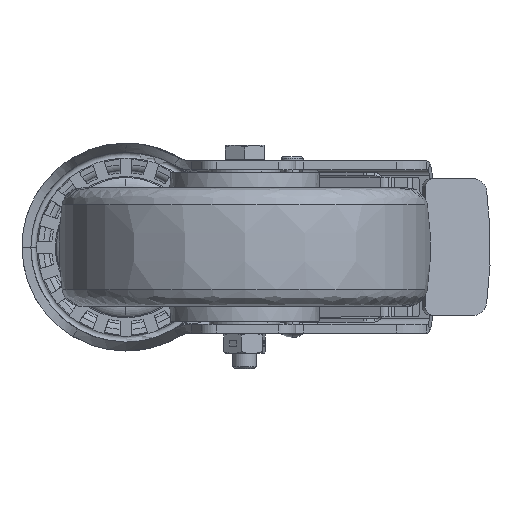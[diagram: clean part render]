
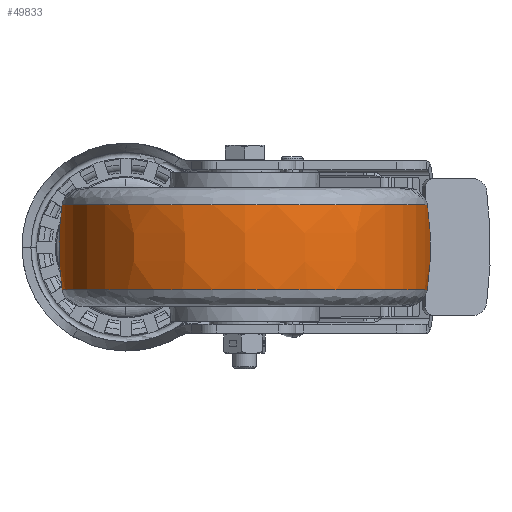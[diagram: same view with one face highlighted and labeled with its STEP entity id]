
A CAD part, front view. The second image highlights one B-rep face of the part: STEP entity #49833.
In plain terms, the highlighted free-form (B-spline) face has degree [3, 3] with [4, 4] control points.
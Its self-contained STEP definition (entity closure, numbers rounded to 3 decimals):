
#126 = AXIS2_PLACEMENT_3D ( 'NONE', #14548, #14303, #45950 ) ;
#1550 = CARTESIAN_POINT ( 'NONE',  ( -22.847, -216.694, -4.812 ) ) ;
#2070 = CARTESIAN_POINT ( 'NONE',  ( -22.847, -91., 4.812 ) ) ;
#2311 = CARTESIAN_POINT ( 'NONE',  ( 101.467, -213.934, -14.337 ) ) ;
#6351 = AXIS2_PLACEMENT_3D ( 'NONE', #46467, #14305, #26789 ) ;
#6458 = CARTESIAN_POINT ( 'NONE',  ( -21.467, -213.934, -14.337 ) ) ;
#6907 = CIRCLE ( 'NONE', #43366, 61.467 ) ;
#7567 = ORIENTED_EDGE ( 'NONE', *, *, #24926, .F. ) ;
#7633 = CARTESIAN_POINT ( 'NONE',  ( -21.467, -91., -14.337 ) ) ;
#9217 = CIRCLE ( 'NONE', #46426, 61.467 ) ;
#9820 = CARTESIAN_POINT ( 'NONE',  ( 101.467, -213.934, 14.337 ) ) ;
#10077 = CARTESIAN_POINT ( 'NONE',  ( -21.467, -91., 14.337 ) ) ;
#10331 = CARTESIAN_POINT ( 'NONE',  ( 102.847, -216.694, 4.812 ) ) ;
#10763 = DIRECTION ( 'NONE',  ( 0., 0., 1. ) ) ;
#13937 = CARTESIAN_POINT ( 'NONE',  ( 101.467, -91., -14.337 ) ) ;
#14303 = DIRECTION ( 'NONE',  ( 0., 1., 0. ) ) ;
#14305 = DIRECTION ( 'NONE',  ( 0., -1., 0. ) ) ;
#14548 = CARTESIAN_POINT ( 'NONE',  ( 2.5, -91., 0. ) ) ;
#15265 = EDGE_CURVE ( 'NONE', #22152, #39332, #36974, .T. ) ;
#17857 = EDGE_LOOP ( 'NONE', ( #7567, #38437, #27751, #38126 ) ) ;
#18102 = DIRECTION ( 'NONE',  ( 0., 0., -1. ) ) ;
#18597 = DIRECTION ( 'NONE',  ( -1., 0., 0. ) ) ;
#21555 = CARTESIAN_POINT ( 'NONE',  ( -21.467, -91., -14.337 ) ) ;
#22152 = VERTEX_POINT ( 'NONE', #45694 ) ;
#22215 = CARTESIAN_POINT ( 'NONE',  ( 40., -91., -14.337 ) ) ;
#24926 = EDGE_CURVE ( 'NONE', #44323, #27292, #39871, .T. ) ;
#25828 =( BOUNDED_SURFACE ( )  B_SPLINE_SURFACE ( 3, 3, ( 
 ( #10077, #30342, #9820, #45599 ),
 ( #2070, #30093, #10331, #41752 ),
 ( #25922, #1550, #49765, #37799 ),
 ( #21555, #6458, #2311, #13937 ) ),
 .UNSPECIFIED., .F., .F., .F. ) 
 B_SPLINE_SURFACE_WITH_KNOTS ( ( 4, 4 ),
 ( 4, 4 ),
 ( 0., 1. ),
 ( 0., 1. ),
 .UNSPECIFIED. ) 
 GEOMETRIC_REPRESENTATION_ITEM ( )  RATIONAL_B_SPLINE_SURFACE ( (
 ( 1., 0.333, 0.333, 1.),
 ( 0.993, 0.331, 0.331, 0.993),
 ( 0.993, 0.331, 0.331, 0.993),
 ( 1., 0.333, 0.333, 1.) ) ) 
 REPRESENTATION_ITEM ( '' )  SURFACE ( )  );
#25922 = CARTESIAN_POINT ( 'NONE',  ( -22.847, -91., -4.812 ) ) ;
#26789 = DIRECTION ( 'NONE',  ( -1., 0., 0. ) ) ;
#27292 = VERTEX_POINT ( 'NONE', #50162 ) ;
#27751 = ORIENTED_EDGE ( 'NONE', *, *, #15265, .T. ) ;
#29761 = CARTESIAN_POINT ( 'NONE',  ( 40., -91., 14.337 ) ) ;
#30093 = CARTESIAN_POINT ( 'NONE',  ( -22.847, -216.694, 4.812 ) ) ;
#30342 = CARTESIAN_POINT ( 'NONE',  ( -21.467, -213.934, 14.337 ) ) ;
#30535 = DIRECTION ( 'NONE',  ( -1., 0., 0. ) ) ;
#32947 = FACE_OUTER_BOUND ( 'NONE', #17857, .T. ) ;
#33459 = EDGE_CURVE ( 'NONE', #39332, #27292, #6907, .T. ) ;
#36974 = CIRCLE ( 'NONE', #6351, 100. ) ;
#37799 = CARTESIAN_POINT ( 'NONE',  ( 102.847, -91., -4.812 ) ) ;
#38126 = ORIENTED_EDGE ( 'NONE', *, *, #33459, .T. ) ;
#38437 = ORIENTED_EDGE ( 'NONE', *, *, #41259, .T. ) ;
#39332 = VERTEX_POINT ( 'NONE', #7633 ) ;
#39871 = CIRCLE ( 'NONE', #126, 100. ) ;
#41259 = EDGE_CURVE ( 'NONE', #44323, #22152, #9217, .T. ) ;
#41752 = CARTESIAN_POINT ( 'NONE',  ( 102.847, -91., 4.812 ) ) ;
#43366 = AXIS2_PLACEMENT_3D ( 'NONE', #22215, #10763, #18597 ) ;
#44323 = VERTEX_POINT ( 'NONE', #50326 ) ;
#45599 = CARTESIAN_POINT ( 'NONE',  ( 101.467, -91., 14.337 ) ) ;
#45694 = CARTESIAN_POINT ( 'NONE',  ( -21.467, -91., 14.337 ) ) ;
#45950 = DIRECTION ( 'NONE',  ( 1., 0., 0. ) ) ;
#46426 = AXIS2_PLACEMENT_3D ( 'NONE', #29761, #18102, #30535 ) ;
#46467 = CARTESIAN_POINT ( 'NONE',  ( 77.5, -91., 0. ) ) ;
#49765 = CARTESIAN_POINT ( 'NONE',  ( 102.847, -216.694, -4.812 ) ) ;
#49833 = ADVANCED_FACE ( 'NONE', ( #32947 ), #25828, .T. ) ;
#50162 = CARTESIAN_POINT ( 'NONE',  ( 101.467, -91., -14.337 ) ) ;
#50326 = CARTESIAN_POINT ( 'NONE',  ( 101.467, -91., 14.337 ) ) ;
